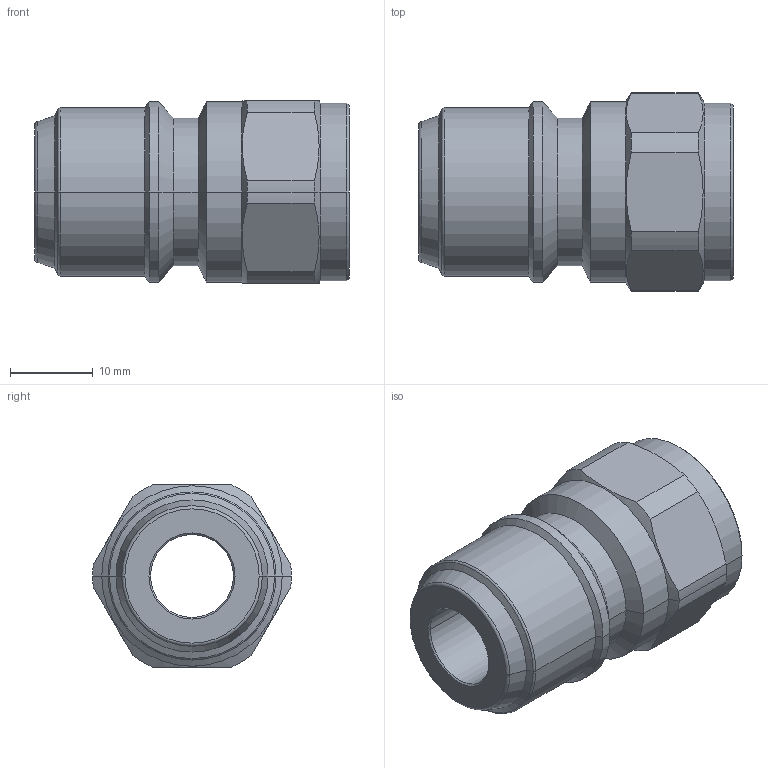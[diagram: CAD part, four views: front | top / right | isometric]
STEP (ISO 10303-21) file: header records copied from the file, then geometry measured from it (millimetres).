
FILE_DESCRIPTION (( 'STEP AP214' ), '1' );
FILE_NAME ('3820 UV.STEP', '2015-09-03T13:57:05', ( 'admin' ), ( 'Microsoft' ), 'SwSTEP 2.0', 'SolidWorks 2009', '' );
FILE_SCHEMA (( 'AUTOMOTIVE_DESIGN' ));
Length unit declared in the file: millimetre
Products named in the file (1): 3820 UV
Bounding box: 38 x 24 x 22 mm (x, y, z)
Volume: 8636.9 mm3; surface area: 4564.2 mm2
Topology: 1 solids, 1 shells, 54 faces, 121 edges, 70 vertices
Faces by surface type: cylinder 21, cone 20, plane 9, torus 4
Entity records: 1626 total; most frequent: CARTESIAN_POINT 378, DIRECTION 281, ORIENTED_EDGE 242, EDGE_CURVE 121, AXIS2_PLACEMENT_3D 117, VERTEX_POINT 70, CIRCLE 62, EDGE_LOOP 57
